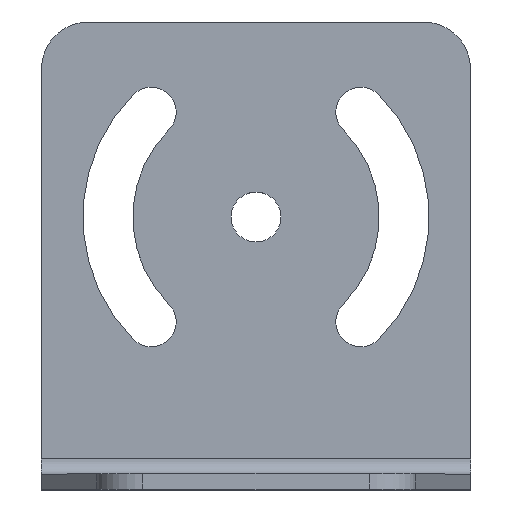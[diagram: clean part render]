
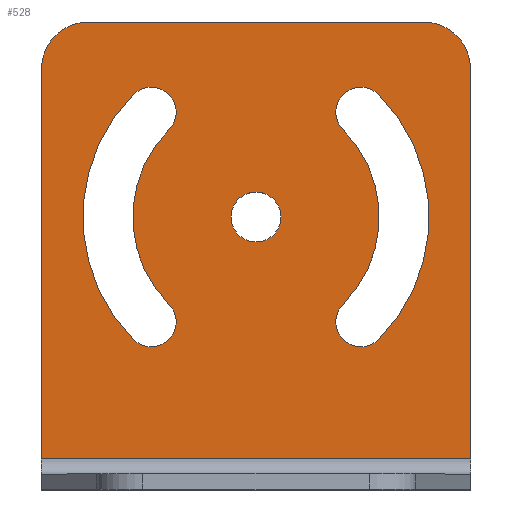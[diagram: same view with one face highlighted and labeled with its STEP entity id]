
A CAD part, top view. The second image highlights one B-rep face of the part: STEP entity #528.
In plain terms, the highlighted planar face has unit normal (0, 0, 1).
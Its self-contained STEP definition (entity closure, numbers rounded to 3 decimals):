
#57=CIRCLE('',#593,3.2);
#58=CIRCLE('',#594,3.2);
#59=CIRCLE('',#595,22.2);
#60=CIRCLE('',#596,3.2);
#61=CIRCLE('',#597,15.8);
#62=CIRCLE('',#598,3.2);
#63=CIRCLE('',#599,22.2);
#64=CIRCLE('',#600,3.2);
#65=CIRCLE('',#601,15.8);
#66=CIRCLE('',#602,6.);
#67=CIRCLE('',#603,6.);
#135=ORIENTED_EDGE('',*,*,#265,.T.);
#136=ORIENTED_EDGE('',*,*,#266,.T.);
#137=ORIENTED_EDGE('',*,*,#267,.T.);
#138=ORIENTED_EDGE('',*,*,#268,.T.);
#139=ORIENTED_EDGE('',*,*,#269,.T.);
#140=ORIENTED_EDGE('',*,*,#270,.T.);
#141=ORIENTED_EDGE('',*,*,#271,.T.);
#142=ORIENTED_EDGE('',*,*,#272,.T.);
#143=ORIENTED_EDGE('',*,*,#273,.T.);
#144=ORIENTED_EDGE('',*,*,#250,.T.);
#145=ORIENTED_EDGE('',*,*,#274,.T.);
#146=ORIENTED_EDGE('',*,*,#275,.T.);
#147=ORIENTED_EDGE('',*,*,#247,.F.);
#148=ORIENTED_EDGE('',*,*,#276,.T.);
#149=ORIENTED_EDGE('',*,*,#277,.T.);
#247=EDGE_CURVE('',#308,#310,#359,.T.);
#250=EDGE_CURVE('',#315,#314,#362,.T.);
#265=EDGE_CURVE('',#327,#327,#57,.T.);
#266=EDGE_CURVE('',#328,#329,#58,.T.);
#267=EDGE_CURVE('',#329,#330,#59,.T.);
#268=EDGE_CURVE('',#330,#331,#60,.T.);
#269=EDGE_CURVE('',#331,#328,#61,.T.);
#270=EDGE_CURVE('',#332,#333,#62,.T.);
#271=EDGE_CURVE('',#333,#334,#63,.T.);
#272=EDGE_CURVE('',#334,#335,#64,.T.);
#273=EDGE_CURVE('',#335,#332,#65,.T.);
#274=EDGE_CURVE('',#314,#336,#66,.T.);
#275=EDGE_CURVE('',#336,#310,#366,.T.);
#276=EDGE_CURVE('',#308,#337,#367,.T.);
#277=EDGE_CURVE('',#337,#315,#67,.T.);
#308=VERTEX_POINT('',#840);
#310=VERTEX_POINT('',#846);
#314=VERTEX_POINT('',#859);
#315=VERTEX_POINT('',#861);
#327=VERTEX_POINT('',#890);
#328=VERTEX_POINT('',#892);
#329=VERTEX_POINT('',#893);
#330=VERTEX_POINT('',#895);
#331=VERTEX_POINT('',#897);
#332=VERTEX_POINT('',#900);
#333=VERTEX_POINT('',#901);
#334=VERTEX_POINT('',#903);
#335=VERTEX_POINT('',#905);
#336=VERTEX_POINT('',#908);
#337=VERTEX_POINT('',#911);
#359=LINE('',#853,#401);
#362=LINE('',#860,#404);
#366=LINE('',#909,#408);
#367=LINE('',#910,#409);
#401=VECTOR('',#684,1000.);
#404=VECTOR('',#689,1000.);
#408=VECTOR('',#739,1000.);
#409=VECTOR('',#740,1000.);
#440=EDGE_LOOP('',(#135));
#441=EDGE_LOOP('',(#136,#137,#138,#139));
#442=EDGE_LOOP('',(#140,#141,#142,#143));
#443=EDGE_LOOP('',(#144,#145,#146,#147,#148,#149));
#480=FACE_BOUND('',#440,.T.);
#481=FACE_BOUND('',#441,.T.);
#482=FACE_BOUND('',#442,.T.);
#483=FACE_BOUND('',#443,.T.);
#511=PLANE('',#592);
#528=ADVANCED_FACE('',(#480,#481,#482,#483),#511,.T.);
#592=AXIS2_PLACEMENT_3D('',#888,#717,#718);
#593=AXIS2_PLACEMENT_3D('',#889,#719,#720);
#594=AXIS2_PLACEMENT_3D('',#891,#721,#722);
#595=AXIS2_PLACEMENT_3D('',#894,#723,#724);
#596=AXIS2_PLACEMENT_3D('',#896,#725,#726);
#597=AXIS2_PLACEMENT_3D('',#898,#727,#728);
#598=AXIS2_PLACEMENT_3D('',#899,#729,#730);
#599=AXIS2_PLACEMENT_3D('',#902,#731,#732);
#600=AXIS2_PLACEMENT_3D('',#904,#733,#734);
#601=AXIS2_PLACEMENT_3D('',#906,#735,#736);
#602=AXIS2_PLACEMENT_3D('',#907,#737,#738);
#603=AXIS2_PLACEMENT_3D('',#912,#741,#742);
#684=DIRECTION('',(-1.,0.,0.));
#689=DIRECTION('',(-1.,0.,0.));
#717=DIRECTION('',(0.,0.,1.));
#718=DIRECTION('',(1.,0.,0.));
#719=DIRECTION('',(0.,0.,-1.));
#720=DIRECTION('',(-1.,0.,0.));
#721=DIRECTION('',(0.,0.,-1.));
#722=DIRECTION('',(-1.,0.,0.));
#723=DIRECTION('',(0.,0.,-1.));
#724=DIRECTION('',(1.,0.,0.));
#725=DIRECTION('',(0.,0.,-1.));
#726=DIRECTION('',(-1.,0.,0.));
#727=DIRECTION('',(0.,0.,1.));
#728=DIRECTION('',(1.,0.,0.));
#729=DIRECTION('',(0.,0.,-1.));
#730=DIRECTION('',(1.,0.,0.));
#731=DIRECTION('',(0.,0.,-1.));
#732=DIRECTION('',(-1.,0.,0.));
#733=DIRECTION('',(0.,0.,-1.));
#734=DIRECTION('',(1.,0.,0.));
#735=DIRECTION('',(0.,0.,1.));
#736=DIRECTION('',(-1.,0.,0.));
#737=DIRECTION('',(0.,0.,1.));
#738=DIRECTION('',(1.,0.,0.));
#739=DIRECTION('',(0.,-1.,0.));
#740=DIRECTION('',(0.,1.,0.));
#741=DIRECTION('',(0.,0.,1.));
#742=DIRECTION('',(1.,0.,0.));
#840=CARTESIAN_POINT('',(27.5,4.,2.));
#846=CARTESIAN_POINT('',(-27.5,4.,2.));
#853=CARTESIAN_POINT('',(25.,4.,2.));
#859=CARTESIAN_POINT('',(-21.5,60.,2.));
#860=CARTESIAN_POINT('',(25.,60.,2.));
#861=CARTESIAN_POINT('',(21.5,60.,2.));
#888=CARTESIAN_POINT('',(0.,0.,2.));
#889=CARTESIAN_POINT('',(0.,35.,2.));
#890=CARTESIAN_POINT('',(-3.2,35.,2.));
#891=CARTESIAN_POINT('',(-13.435,21.565,2.));
#892=CARTESIAN_POINT('',(-11.172,23.828,2.));
#893=CARTESIAN_POINT('',(-15.698,19.302,2.));
#894=CARTESIAN_POINT('',(0.,35.,2.));
#895=CARTESIAN_POINT('',(-15.698,50.698,2.));
#896=CARTESIAN_POINT('',(-13.435,48.435,2.));
#897=CARTESIAN_POINT('',(-11.172,46.172,2.));
#898=CARTESIAN_POINT('',(0.,35.,2.));
#899=CARTESIAN_POINT('',(13.435,48.435,2.));
#900=CARTESIAN_POINT('',(11.172,46.172,2.));
#901=CARTESIAN_POINT('',(15.698,50.698,2.));
#902=CARTESIAN_POINT('',(0.,35.,2.));
#903=CARTESIAN_POINT('',(15.698,19.302,2.));
#904=CARTESIAN_POINT('',(13.435,21.565,2.));
#905=CARTESIAN_POINT('',(11.172,23.828,2.));
#906=CARTESIAN_POINT('',(0.,35.,2.));
#907=CARTESIAN_POINT('',(-21.5,54.,2.));
#908=CARTESIAN_POINT('',(-27.5,54.,2.));
#909=CARTESIAN_POINT('',(-27.5,60.,2.));
#910=CARTESIAN_POINT('',(27.5,0.,2.));
#911=CARTESIAN_POINT('',(27.5,54.,2.));
#912=CARTESIAN_POINT('',(21.5,54.,2.));
